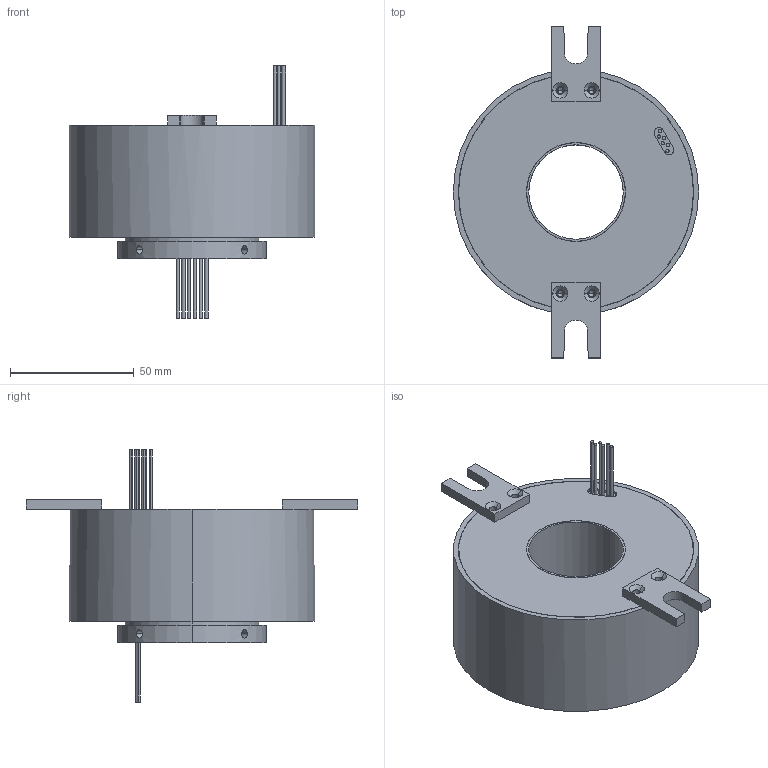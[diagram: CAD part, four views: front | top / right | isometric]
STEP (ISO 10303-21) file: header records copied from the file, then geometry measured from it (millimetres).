
FILE_DESCRIPTION (( 'STEP AP214' ), '1' );
FILE_NAME ('RT3899-S06.STEP', '2020-07-17T08:50:19', ( 'admin321' ), ( '' ), 'SwSTEP 2.0', 'SolidWorks 2014', '' );
FILE_SCHEMA (( 'AUTOMOTIVE_DESIGN' ));
Length unit declared in the file: millimetre
Products named in the file (1): RT3899-S06
Bounding box: 99 x 134 x 101.8 mm (x, y, z)
Volume: 313013.4 mm3; surface area: 46512.4 mm2
Topology: 1 solids, 1 shells, 145 faces, 338 edges, 212 vertices
Faces by surface type: cylinder 78, plane 51, cone 16
Entity records: 4742 total; most frequent: CARTESIAN_POINT 1112, DIRECTION 766, ORIENTED_EDGE 660, EDGE_CURVE 330, AXIS2_PLACEMENT_3D 306, VERTEX_POINT 212, EDGE_LOOP 184, CIRCLE 160
